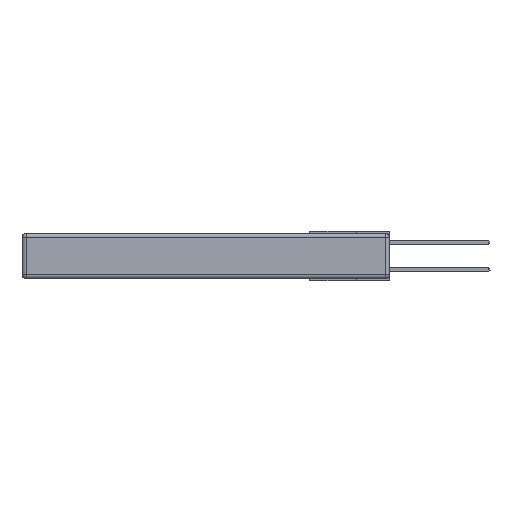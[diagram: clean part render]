
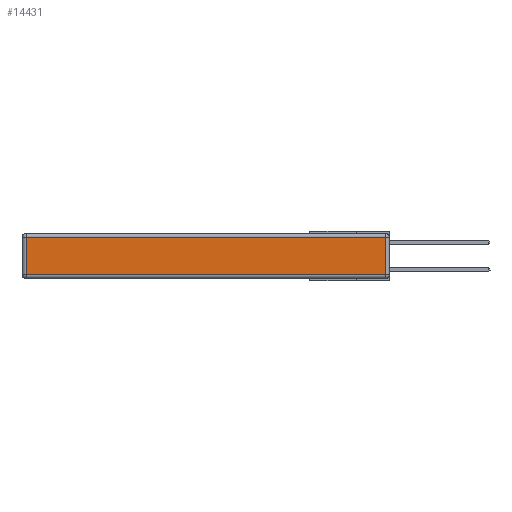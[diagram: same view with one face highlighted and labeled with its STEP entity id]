
A CAD part, left-side view. The second image highlights one B-rep face of the part: STEP entity #14431.
In plain terms, the highlighted planar face has unit normal (-1, 0, 0).
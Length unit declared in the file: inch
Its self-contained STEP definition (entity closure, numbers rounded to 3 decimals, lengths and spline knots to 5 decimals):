
#1177 = CARTESIAN_POINT ( 'NONE',  ( 0., 0.03, -0.313 ) ) ;
#1643 = LINE ( 'NONE', #2404, #11667 ) ;
#2207 = VECTOR ( 'NONE', #15011, 39.37008 ) ;
#2404 = CARTESIAN_POINT ( 'NONE',  ( 0., 0., -0.313 ) ) ;
#3591 = EDGE_CURVE ( 'NONE', #14456, #9878, #5170, .T. ) ;
#3652 = VERTEX_POINT ( 'NONE', #1177 ) ;
#5170 = LINE ( 'NONE', #11925, #2207 ) ;
#5932 = DIRECTION ( 'NONE',  ( -1., 0., 0. ) ) ;
#6010 = CARTESIAN_POINT ( 'NONE',  ( 0., 2.72, -0.313 ) ) ;
#7156 = DIRECTION ( 'NONE',  ( 0., 0., -1. ) ) ;
#7380 = ORIENTED_EDGE ( 'NONE', *, *, #18514, .T. ) ;
#8548 = VECTOR ( 'NONE', #15408, 39.37008 ) ;
#9008 = FACE_OUTER_BOUND ( 'NONE', #13234, .T. ) ;
#9184 = VERTEX_POINT ( 'NONE', #6010 ) ;
#9691 = CARTESIAN_POINT ( 'NONE',  ( 0., 2.72, -0.03 ) ) ;
#9878 = VERTEX_POINT ( 'NONE', #9691 ) ;
#10029 = ORIENTED_EDGE ( 'NONE', *, *, #3591, .T. ) ;
#10201 = DIRECTION ( 'NONE',  ( 0., -1., 0. ) ) ;
#10701 = CARTESIAN_POINT ( 'NONE',  ( 0., 0.03, -0.343 ) ) ;
#11039 = AXIS2_PLACEMENT_3D ( 'NONE', #15324, #5932, #20030 ) ;
#11667 = VECTOR ( 'NONE', #10201, 39.37008 ) ;
#11925 = CARTESIAN_POINT ( 'NONE',  ( 0., 2.75, -0.03 ) ) ;
#12613 = VECTOR ( 'NONE', #7156, 39.37008 ) ;
#13149 = EDGE_CURVE ( 'NONE', #3652, #14456, #14945, .T. ) ;
#13234 = EDGE_LOOP ( 'NONE', ( #7380, #14850, #10029, #19085 ) ) ;
#13384 = CARTESIAN_POINT ( 'NONE',  ( 0., 2.72, -0.343 ) ) ;
#14431 = ADVANCED_FACE ( 'NONE', ( #9008 ), #20099, .T. ) ;
#14456 = VERTEX_POINT ( 'NONE', #15458 ) ;
#14850 = ORIENTED_EDGE ( 'NONE', *, *, #13149, .T. ) ;
#14945 = LINE ( 'NONE', #10701, #8548 ) ;
#15011 = DIRECTION ( 'NONE',  ( 0., 1., 0. ) ) ;
#15324 = CARTESIAN_POINT ( 'NONE',  ( 0., 0., -0.343 ) ) ;
#15408 = DIRECTION ( 'NONE',  ( 0., 0., 1. ) ) ;
#15458 = CARTESIAN_POINT ( 'NONE',  ( 0., 0.03, -0.03 ) ) ;
#16783 = LINE ( 'NONE', #13384, #12613 ) ;
#18514 = EDGE_CURVE ( 'NONE', #9184, #3652, #1643, .T. ) ;
#19085 = ORIENTED_EDGE ( 'NONE', *, *, #19592, .T. ) ;
#19592 = EDGE_CURVE ( 'NONE', #9878, #9184, #16783, .T. ) ;
#20030 = DIRECTION ( 'NONE',  ( 0., 0., 1. ) ) ;
#20099 = PLANE ( 'NONE',  #11039 ) ;
